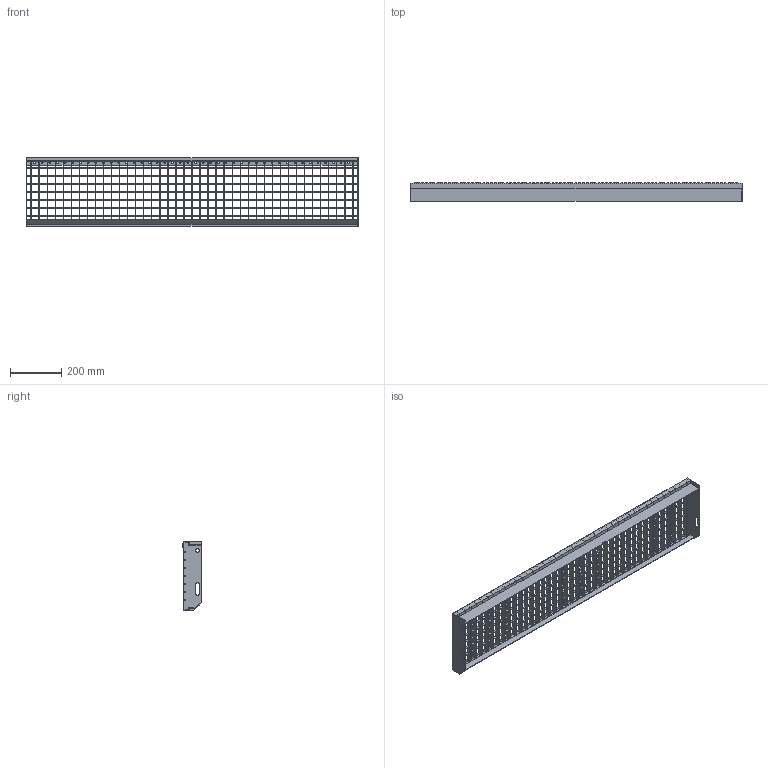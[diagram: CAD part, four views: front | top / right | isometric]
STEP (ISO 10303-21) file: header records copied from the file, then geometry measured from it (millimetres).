
FILE_DESCRIPTION (( 'STEP AP203' ), '1' );
FILE_NAME ('40.1302730.7.step', '2015-10-04T07:12:31', ( '' ), ( '' ), 'SwSTEP 2.0', 'SolidWorks 2015', '' );
FILE_SCHEMA (( 'CONFIG_CONTROL_DESIGN' ));
Length unit declared in the file: millimetre
Products named in the file (1): 40.1302730.7
Bounding box: 1300 x 72.67 x 270 mm (x, y, z)
Volume: 1049278.1 mm3; surface area: 1237194.9 mm2
Topology: 40 solids, 40 shells, 1128 faces, 2831 edges, 1870 vertices
Faces by surface type: plane 684, cylinder 180, cone 170, bspline 94
Entity records: 39462 total; most frequent: CARTESIAN_POINT 11908, ORIENTED_EDGE 5662, DIRECTION 5429, EDGE_CURVE 2831, VECTOR 1927, LINE 1927, VERTEX_POINT 1870, AXIS2_PLACEMENT_3D 1751
